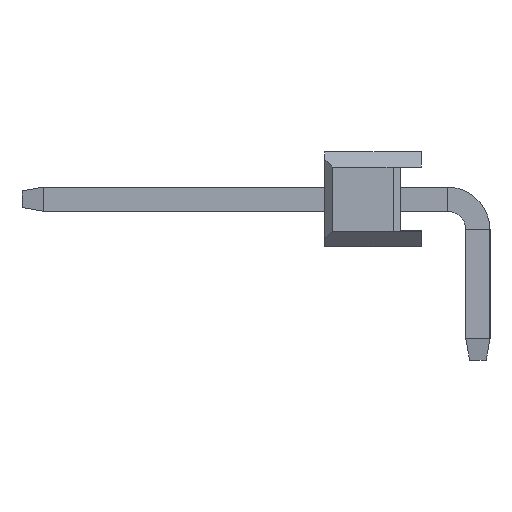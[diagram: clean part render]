
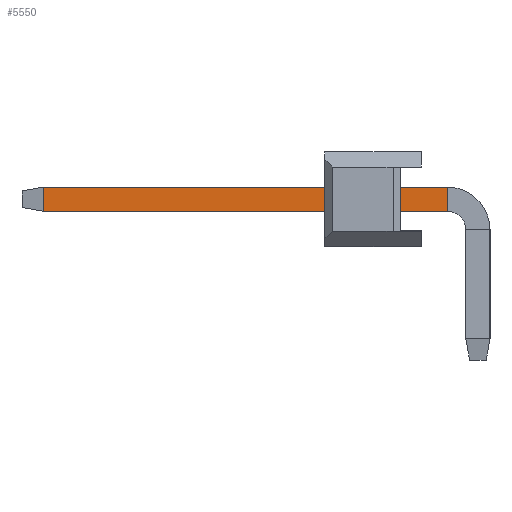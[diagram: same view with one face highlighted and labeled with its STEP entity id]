
A CAD part, left-side view. The second image highlights one B-rep face of the part: STEP entity #5550.
In plain terms, the highlighted planar face has unit normal (-1, 0, 0).
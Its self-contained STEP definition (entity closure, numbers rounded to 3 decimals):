
#353 = ORIENTED_EDGE ( 'NONE', *, *, #5160, .T. ) ;
#1119 = DIRECTION ( 'NONE',  ( 0., -1., 0. ) ) ;
#1513 = CARTESIAN_POINT ( 'NONE',  ( -20.64, 9.973, -0.32 ) ) ;
#1715 = DIRECTION ( 'NONE',  ( 1., 0., 0. ) ) ;
#2466 = LINE ( 'NONE', #8593, #7162 ) ;
#2517 = EDGE_CURVE ( 'NONE', #3584, #5094, #2466, .T. ) ;
#2688 = CARTESIAN_POINT ( 'NONE',  ( -20.64, -0.7, -0.32 ) ) ;
#2859 = FACE_OUTER_BOUND ( 'NONE', #7828, .T. ) ;
#2957 = CARTESIAN_POINT ( 'NONE',  ( -20.64, 10.54, -0.32 ) ) ;
#3441 = LINE ( 'NONE', #2957, #4759 ) ;
#3584 = VERTEX_POINT ( 'NONE', #2688 ) ;
#3662 = AXIS2_PLACEMENT_3D ( 'NONE', #12040, #1715, #8285 ) ;
#3834 = EDGE_CURVE ( 'NONE', #6717, #7681, #9960, .T. ) ;
#3870 = DIRECTION ( 'NONE',  ( 0., 0., 1. ) ) ;
#4505 = DIRECTION ( 'NONE',  ( 0., 0., -1. ) ) ;
#4759 = VECTOR ( 'NONE', #1119, 1000. ) ;
#4877 = DIRECTION ( 'NONE',  ( 0., -1., 0. ) ) ;
#5094 = VERTEX_POINT ( 'NONE', #11358 ) ;
#5160 = EDGE_CURVE ( 'NONE', #7681, #3584, #3441, .T. ) ;
#5296 = CARTESIAN_POINT ( 'NONE',  ( -20.64, 9.973, 0.32 ) ) ;
#5505 = LINE ( 'NONE', #9583, #7714 ) ;
#5550 = ADVANCED_FACE ( 'NONE', ( #2859 ), #7344, .F. ) ;
#6717 = VERTEX_POINT ( 'NONE', #5296 ) ;
#7056 = EDGE_CURVE ( 'NONE', #6717, #5094, #5505, .T. ) ;
#7162 = VECTOR ( 'NONE', #3870, 1000. ) ;
#7344 = PLANE ( 'NONE',  #3662 ) ;
#7575 = ORIENTED_EDGE ( 'NONE', *, *, #7056, .F. ) ;
#7681 = VERTEX_POINT ( 'NONE', #1513 ) ;
#7714 = VECTOR ( 'NONE', #4877, 1000. ) ;
#7828 = EDGE_LOOP ( 'NONE', ( #7575, #10146, #353, #9233 ) ) ;
#8285 = DIRECTION ( 'NONE',  ( 0., 0., -1. ) ) ;
#8593 = CARTESIAN_POINT ( 'NONE',  ( -20.64, -0.7, 0.32 ) ) ;
#9220 = CARTESIAN_POINT ( 'NONE',  ( -20.64, 9.973, -0.32 ) ) ;
#9233 = ORIENTED_EDGE ( 'NONE', *, *, #2517, .T. ) ;
#9583 = CARTESIAN_POINT ( 'NONE',  ( -20.64, 10.54, 0.32 ) ) ;
#9679 = VECTOR ( 'NONE', #4505, 1000. ) ;
#9960 = LINE ( 'NONE', #9220, #9679 ) ;
#10146 = ORIENTED_EDGE ( 'NONE', *, *, #3834, .T. ) ;
#11358 = CARTESIAN_POINT ( 'NONE',  ( -20.64, -0.7, 0.32 ) ) ;
#12040 = CARTESIAN_POINT ( 'NONE',  ( -20.64, 10.54, 0.32 ) ) ;
